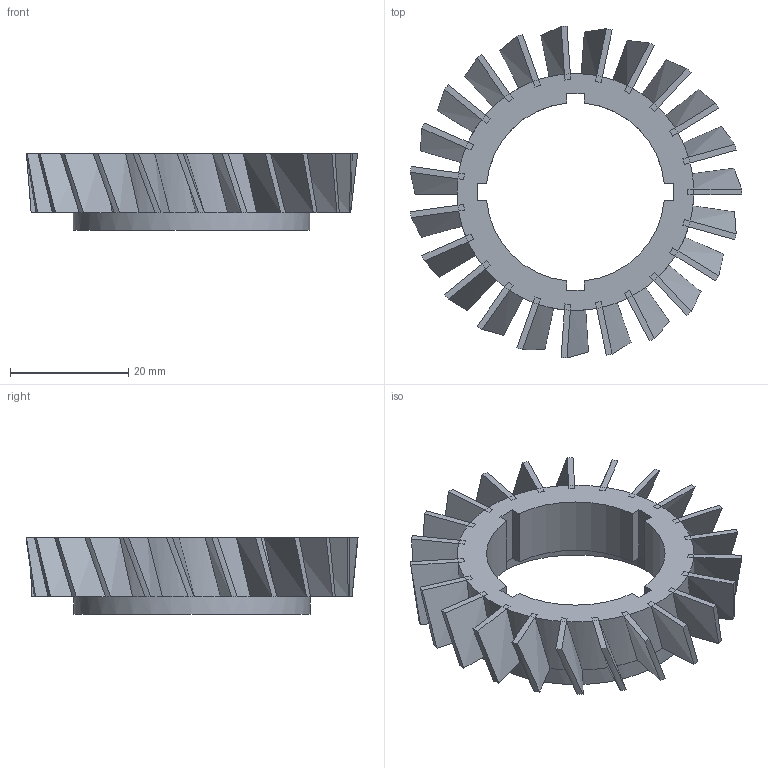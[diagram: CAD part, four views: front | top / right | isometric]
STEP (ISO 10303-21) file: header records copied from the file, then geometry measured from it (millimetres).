
FILE_DESCRIPTION(('FreeCAD Model'),'2;1');
FILE_NAME('Open CASCADE Shape Model','2024-05-12T17:22:09',('Author'),( ''),'Open CASCADE STEP processor 7.6','FreeCAD','Unknown');
FILE_SCHEMA(('AUTOMOTIVE_DESIGN { 1 0 10303 214 1 1 1 1 }'));
Length unit declared in the file: millimetre
Products named in the file (2): Compresor Fan-004; Body123
Assembly tree (1 placements, depth 2):
  Compresor Fan-004
    Body123
Bounding box: 56 x 56.13 x 13 mm (x, y, z)
Volume: 7681.6 mm3; surface area: 8107.5 mm2
Topology: 1 solids, 1 shells, 183 faces, 448 edges, 268 vertices
Faces by surface type: plane 84, bspline 46, cylinder 30, cone 23
Full cylindrical faces by diameter (mm): 36 x1, 40 x1
Entity records: 6483 total; most frequent: CARTESIAN_POINT 2643, ORIENTED_EDGE 896, DIRECTION 646, EDGE_CURVE 448, AXIS2_PLACEMENT_3D 290, VERTEX_POINT 268, B_SPLINE_CURVE_WITH_KNOTS 231, FACE_BOUND 186
